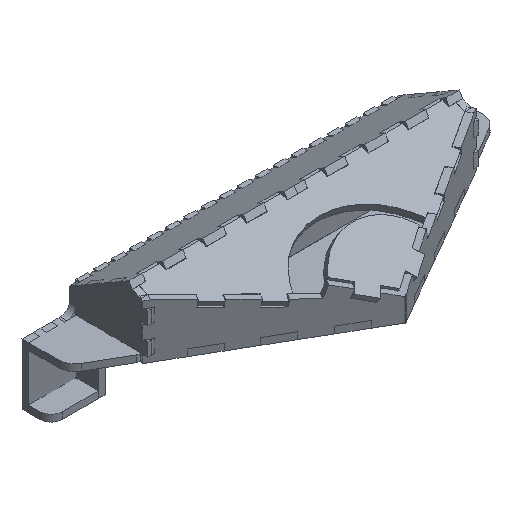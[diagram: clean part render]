
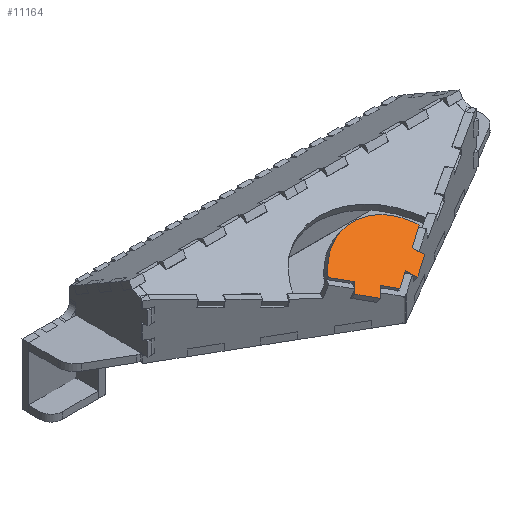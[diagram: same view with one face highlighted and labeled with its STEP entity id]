
A CAD part, isometric view. The second image highlights one B-rep face of the part: STEP entity #11164.
In plain terms, the highlighted planar face has unit normal (0, -0.589, 0.808).
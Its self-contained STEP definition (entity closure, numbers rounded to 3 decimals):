
#129=CIRCLE('',#11830,46.887);
#679=FACE_OUTER_BOUND('',#1233,.T.);
#1233=EDGE_LOOP('',(#10081,#10082,#10083,#10084,#10085,#10086,#10087,#10088,
#10089,#10090,#10091,#10092,#10093));
#2749=LINE('',#17660,#4301);
#2753=LINE('',#17668,#4305);
#2756=LINE('',#17674,#4308);
#2759=LINE('',#17680,#4311);
#2762=LINE('',#17686,#4314);
#2765=LINE('',#17692,#4317);
#2768=LINE('',#17698,#4320);
#2771=LINE('',#17704,#4323);
#2774=LINE('',#17710,#4326);
#2777=LINE('',#17716,#4329);
#2780=LINE('',#17722,#4332);
#2784=LINE('',#17733,#4336);
#4301=VECTOR('',#14475,10.);
#4305=VECTOR('',#14481,10.);
#4308=VECTOR('',#14486,10.);
#4311=VECTOR('',#14491,10.);
#4314=VECTOR('',#14496,10.);
#4317=VECTOR('',#14501,10.);
#4320=VECTOR('',#14506,10.);
#4323=VECTOR('',#14511,10.);
#4326=VECTOR('',#14516,10.);
#4329=VECTOR('',#14521,10.);
#4332=VECTOR('',#14526,10.);
#4336=VECTOR('',#14538,10.);
#5358=VERTEX_POINT('',#17658);
#5359=VERTEX_POINT('',#17659);
#5362=VERTEX_POINT('',#17667);
#5364=VERTEX_POINT('',#17673);
#5366=VERTEX_POINT('',#17679);
#5368=VERTEX_POINT('',#17685);
#5370=VERTEX_POINT('',#17691);
#5372=VERTEX_POINT('',#17697);
#5374=VERTEX_POINT('',#17703);
#5376=VERTEX_POINT('',#17709);
#5378=VERTEX_POINT('',#17715);
#5380=VERTEX_POINT('',#17721);
#5382=VERTEX_POINT('',#17727);
#6915=EDGE_CURVE('',#5358,#5359,#2749,.T.);
#6919=EDGE_CURVE('',#5359,#5362,#2753,.T.);
#6922=EDGE_CURVE('',#5362,#5364,#2756,.T.);
#6925=EDGE_CURVE('',#5364,#5366,#2759,.T.);
#6928=EDGE_CURVE('',#5366,#5368,#2762,.T.);
#6931=EDGE_CURVE('',#5368,#5370,#2765,.T.);
#6934=EDGE_CURVE('',#5370,#5372,#2768,.T.);
#6937=EDGE_CURVE('',#5372,#5374,#2771,.T.);
#6940=EDGE_CURVE('',#5374,#5376,#2774,.T.);
#6943=EDGE_CURVE('',#5376,#5378,#2777,.T.);
#6946=EDGE_CURVE('',#5378,#5380,#2780,.T.);
#6949=EDGE_CURVE('',#5382,#5380,#129,.T.);
#6952=EDGE_CURVE('',#5358,#5382,#2784,.T.);
#10081=ORIENTED_EDGE('',*,*,#6952,.F.);
#10082=ORIENTED_EDGE('',*,*,#6915,.T.);
#10083=ORIENTED_EDGE('',*,*,#6919,.T.);
#10084=ORIENTED_EDGE('',*,*,#6922,.T.);
#10085=ORIENTED_EDGE('',*,*,#6925,.T.);
#10086=ORIENTED_EDGE('',*,*,#6928,.T.);
#10087=ORIENTED_EDGE('',*,*,#6931,.T.);
#10088=ORIENTED_EDGE('',*,*,#6934,.T.);
#10089=ORIENTED_EDGE('',*,*,#6937,.T.);
#10090=ORIENTED_EDGE('',*,*,#6940,.T.);
#10091=ORIENTED_EDGE('',*,*,#6943,.T.);
#10092=ORIENTED_EDGE('',*,*,#6946,.T.);
#10093=ORIENTED_EDGE('',*,*,#6949,.F.);
#10624=PLANE('',#11834);
#11164=ADVANCED_FACE('',(#679),#10624,.F.);
#11830=AXIS2_PLACEMENT_3D('',#17728,#14531,#14532);
#11834=AXIS2_PLACEMENT_3D('',#17736,#14542,#14543);
#14475=DIRECTION('',(0.814,-0.47,-0.342));
#14481=DIRECTION('',(-0.581,-0.658,-0.479));
#14486=DIRECTION('',(0.814,-0.47,-0.342));
#14491=DIRECTION('',(0.581,0.658,0.479));
#14496=DIRECTION('',(0.814,-0.47,-0.342));
#14501=DIRECTION('',(0.814,0.47,0.342));
#14506=DIRECTION('',(0.581,-0.658,-0.479));
#14511=DIRECTION('',(0.814,0.47,0.342));
#14516=DIRECTION('',(-0.581,0.658,0.479));
#14521=DIRECTION('',(0.814,0.47,0.342));
#14526=DIRECTION('',(-0.581,0.658,0.479));
#14531=DIRECTION('center_axis',(0.,0.589,-0.808));
#14532=DIRECTION('ref_axis',(-0.814,0.47,0.342));
#14538=DIRECTION('',(0.581,0.658,0.479));
#14542=DIRECTION('center_axis',(0.,0.589,-0.808));
#14543=DIRECTION('ref_axis',(1.,0.,0.));
#17658=CARTESIAN_POINT('',(-40.481,-87.834,42.941));
#17659=CARTESIAN_POINT('',(-25.833,-96.292,36.785));
#17660=CARTESIAN_POINT('',(-40.481,-87.834,42.941));
#17667=CARTESIAN_POINT('',(-31.063,-102.213,32.475));
#17668=CARTESIAN_POINT('',(-25.833,-96.292,36.785));
#17673=CARTESIAN_POINT('',(-16.415,-110.67,26.318));
#17674=CARTESIAN_POINT('',(-31.063,-102.213,32.475));
#17679=CARTESIAN_POINT('',(-11.184,-104.749,30.629));
#17680=CARTESIAN_POINT('',(-16.415,-110.67,26.318));
#17685=CARTESIAN_POINT('',(0.,-111.206,25.928));
#17686=CARTESIAN_POINT('',(-11.184,-104.749,30.629));
#17691=CARTESIAN_POINT('',(11.184,-104.749,30.629));
#17692=CARTESIAN_POINT('',(0.,-111.206,25.928));
#17697=CARTESIAN_POINT('',(16.415,-110.67,26.318));
#17698=CARTESIAN_POINT('',(11.184,-104.749,30.629));
#17703=CARTESIAN_POINT('',(31.063,-102.213,32.475));
#17704=CARTESIAN_POINT('',(16.415,-110.67,26.318));
#17709=CARTESIAN_POINT('',(25.833,-96.292,36.785));
#17710=CARTESIAN_POINT('',(31.063,-102.213,32.475));
#17715=CARTESIAN_POINT('',(40.481,-87.834,42.941));
#17716=CARTESIAN_POINT('',(25.833,-96.292,36.785));
#17721=CARTESIAN_POINT('',(38.156,-85.203,44.857));
#17722=CARTESIAN_POINT('',(40.481,-87.834,42.941));
#17727=CARTESIAN_POINT('',(-38.156,-85.203,44.857));
#17728=CARTESIAN_POINT('Origin',(0.,-107.232,
28.821));
#17733=CARTESIAN_POINT('',(-40.481,-87.834,42.941));
#17736=CARTESIAN_POINT('Origin',(0.,-90.266,
41.172));
